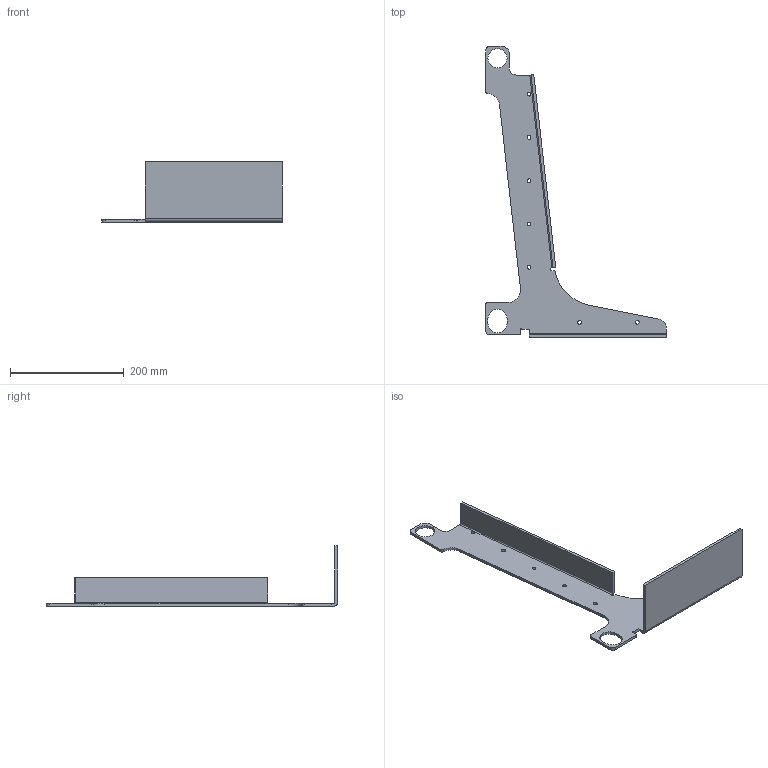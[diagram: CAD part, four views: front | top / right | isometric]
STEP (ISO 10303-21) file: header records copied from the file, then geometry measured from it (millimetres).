
FILE_DESCRIPTION(/* description */ (''),/* implementation_level */ '2;1');
FILE_NAME(/* name */ 'FE-00050.ipt.stp',/* time_stamp */ '2018-01-01T11:15:33-08:00',/* author */ ('PhillipD'),/* organization */ (''),/* preprocessor_version */ 'ST-DEVELOPER v16.13',/* originating_system */ 'Autodesk Inventor 2018',/* authorisation */ '');
FILE_SCHEMA (('AUTOMOTIVE_DESIGN { 1 0 10303 214 3 1 1 }'));
Length unit declared in the file: inch
Products named in the file (1): FE-00050
Bounding box: 317.5 x 512.83 x 106.43 mm (x, y, z)
Volume: 402260 mm3; surface area: 177872.7 mm2
Topology: 1 solids, 1 shells, 54 faces, 153 edges, 101 vertices
Faces by surface type: cylinder 27, plane 26, bspline 1
Full cylindrical faces by diameter (mm): 6.604 x7, 33.909 x1
Entity records: 2042 total; most frequent: CARTESIAN_POINT 494, DIRECTION 303, ORIENTED_EDGE 290, EDGE_CURVE 145, AXIS2_PLACEMENT_3D 106, VERTEX_POINT 101, LINE 91, VECTOR 91
